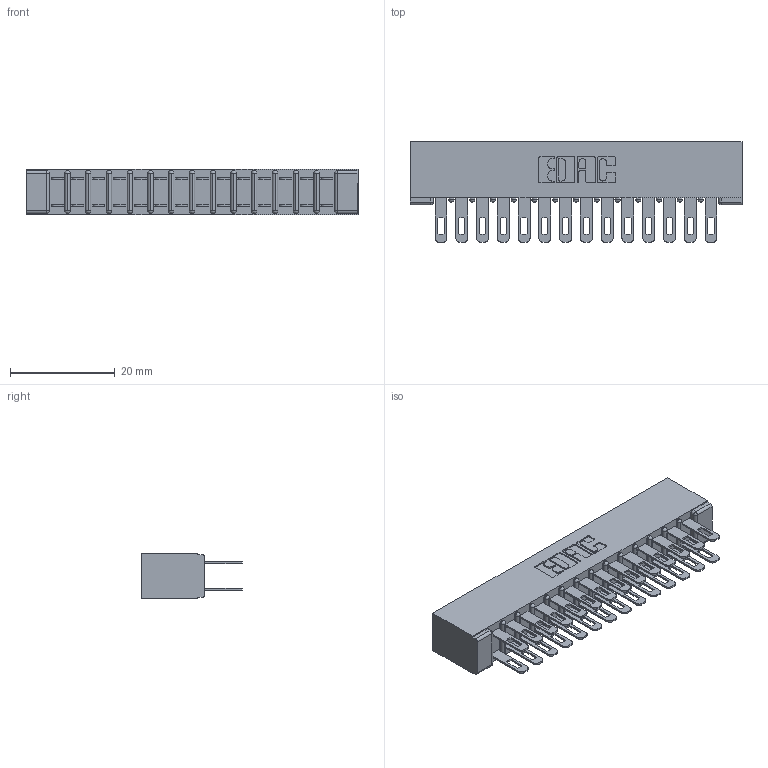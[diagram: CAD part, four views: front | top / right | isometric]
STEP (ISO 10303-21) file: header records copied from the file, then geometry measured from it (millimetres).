
FILE_DESCRIPTION (( 'STEP AP203' ), '1' );
FILE_NAME ('357-028-500-201.STEP', '2019-09-17T23:19:52', ( '' ), ( '' ), 'SwSTEP 2.0', 'SolidWorks 2016', '' );
FILE_SCHEMA (( 'CONFIG_CONTROL_DESIGN' ));
Length unit declared in the file: inch
Products named in the file (3): 357-028-500-201; 307-290-001_500; 307 Part_No Mounting Lugs
Assembly tree (29 placements, depth 2):
  357-028-500-201
    307 Part_No Mounting Lugs
    307-290-001_500  x28
Bounding box: 63.35 x 19.18 x 8.71 mm (x, y, z)
Volume: 4457.8 mm3; surface area: 8372.2 mm2
Topology: 29 solids, 29 shells, 1413 faces, 3939 edges, 2546 vertices
Faces by surface type: plane 906, cylinder 477, sphere 30
Entity records: 15598 total; most frequent: CARTESIAN_POINT 2554, ORIENTED_EDGE 2526, DIRECTION 2515, EDGE_CURVE 1263, VECTOR 957, LINE 957, VERTEX_POINT 818, AXIS2_PLACEMENT_3D 779
